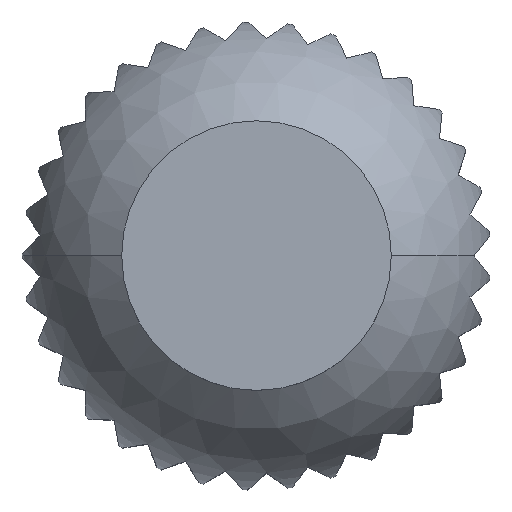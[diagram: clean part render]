
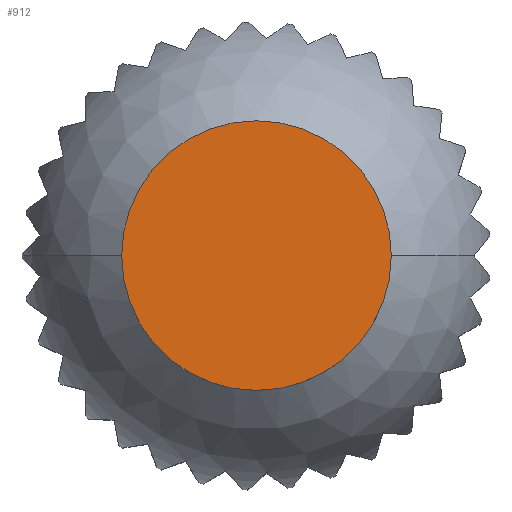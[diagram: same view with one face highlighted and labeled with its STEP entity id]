
A CAD part, top view. The second image highlights one B-rep face of the part: STEP entity #912.
In plain terms, the highlighted planar face has unit normal (0, 0, 1).
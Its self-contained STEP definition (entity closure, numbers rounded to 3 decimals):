
#434=EDGE_CURVE('',#614,#928,#1212,.T.);
#614=VERTEX_POINT('',#1436);
#912=ADVANCED_FACE('',(#1770),#1771,.T.);
#928=VERTEX_POINT('',#1789);
#1050=EDGE_CURVE('',#928,#614,#1944,.T.);
#1212=CIRCLE('',#2123,11.5);
#1436=CARTESIAN_POINT('',(-11.5,0.,101.5));
#1770=FACE_OUTER_BOUND('',#2823,.T.);
#1771=PLANE('',#2824);
#1789=CARTESIAN_POINT('',(11.5,0.,101.5));
#1944=CIRCLE('',#3037,11.5);
#2123=AXIS2_PLACEMENT_3D('',#3248,#3249,#3250);
#2823=EDGE_LOOP('',(#3927,#3928));
#2824=AXIS2_PLACEMENT_3D('',#3929,#3930,#3931);
#3037=AXIS2_PLACEMENT_3D('',#4159,#4160,#4161);
#3248=CARTESIAN_POINT('',(0.,0.,101.5));
#3249=DIRECTION('',(0.0,0.0,1.0));
#3250=DIRECTION('',(1.0,0.,0.0));
#3927=ORIENTED_EDGE('',*,*,#1050,.T.);
#3928=ORIENTED_EDGE('',*,*,#434,.T.);
#3929=CARTESIAN_POINT('',(5.75,0.,101.5));
#3930=DIRECTION('',(0.0,0.0,1.0));
#3931=DIRECTION('',(-1.0,0.,0.0));
#4159=CARTESIAN_POINT('',(0.,0.,101.5));
#4160=DIRECTION('',(0.0,0.0,1.0));
#4161=DIRECTION('',(1.0,0.,0.0));
